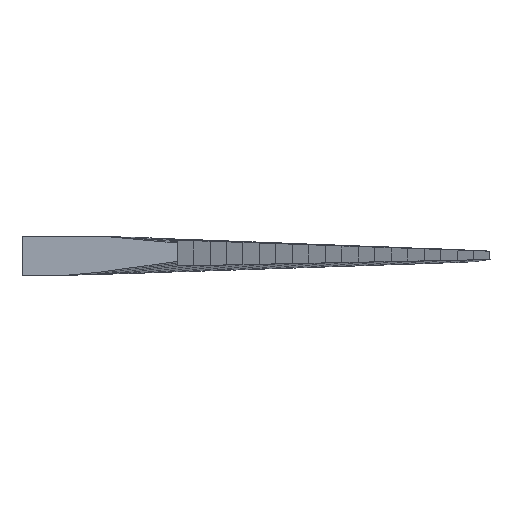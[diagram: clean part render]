
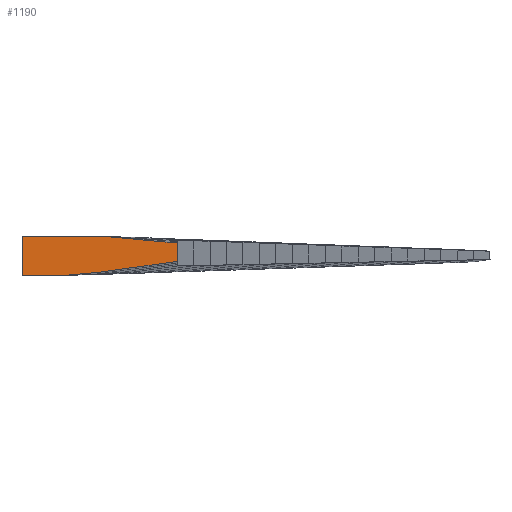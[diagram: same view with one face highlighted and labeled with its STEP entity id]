
A CAD part, front view. The second image highlights one B-rep face of the part: STEP entity #1190.
In plain terms, the highlighted planar face has unit normal (0, -1, 0).
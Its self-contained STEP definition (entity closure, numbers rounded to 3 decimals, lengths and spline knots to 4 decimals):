
#67=PLANE('',#3591);
#1190=ADVANCED_FACE('',(#1345),#67,.T.);
#1345=FACE_OUTER_BOUND('',#1456,.T.);
#1456=EDGE_LOOP('',(#2406,#2407,#2408,#2409));
#1720=LINE('',#36671,#2007);
#1721=LINE('',#36724,#2008);
#2007=VECTOR('',#3967,1.);
#2008=VECTOR('',#3968,1.);
#2406=ORIENTED_EDGE('',*,*,#3296,.T.);
#2407=ORIENTED_EDGE('',*,*,#3297,.T.);
#2408=ORIENTED_EDGE('',*,*,#3298,.T.);
#2409=ORIENTED_EDGE('',*,*,#3299,.T.);
#2851=VERTEX_POINT('',#36669);
#2852=VERTEX_POINT('',#36670);
#2853=VERTEX_POINT('',#36672);
#2854=VERTEX_POINT('',#36723);
#3296=EDGE_CURVE('',#2851,#2852,#3489,.T.);
#3297=EDGE_CURVE('',#2852,#2853,#1720,.T.);
#3298=EDGE_CURVE('',#2853,#2854,#3490,.T.);
#3299=EDGE_CURVE('',#2854,#2851,#1721,.T.);
#3489=B_SPLINE_CURVE_WITH_KNOTS('',3,(#36619,#36620,#36621,#36622,#36623,
#36624,#36625,#36626,#36627,#36628,#36629,#36630,#36631,#36632,#36633,#36634,
#36635,#36636,#36637,#36638,#36639,#36640,#36641,#36642,#36643,#36644,#36645,
#36646,#36647,#36648,#36649,#36650,#36651,#36652,#36653,#36654,#36655,#36656,
#36657,#36658,#36659,#36660,#36661,#36662,#36663,#36664,#36665,#36666,#36667,
#36668),.UNSPECIFIED.,.F.,.F.,(4,1,1,1,1,1,1,1,1,1,1,1,1,1,1,1,1,1,1,1,
1,1,1,1,1,1,1,1,1,1,1,1,1,1,1,1,1,1,1,1,1,1,1,1,1,1,1,4),(0.,0.0407,
0.061,0.0813,0.1017,0.122,0.1423,
0.1627,0.183,0.2033,0.2236,0.244,
0.2643,0.2847,0.305,0.3254,0.3457,
0.3661,0.3864,0.4068,0.4272,0.4476,
0.468,0.4884,0.5088,0.5292,0.5496,
0.57,0.5905,0.6109,0.6314,0.6518,
0.6723,0.6927,0.7132,0.7337,0.7541,
0.7746,0.7951,0.8156,0.8361,0.8565,
0.877,0.8975,0.918,0.9385,0.959,
1.),.UNSPECIFIED.);
#3490=B_SPLINE_CURVE_WITH_KNOTS('',3,(#36673,#36674,#36675,#36676,#36677,
#36678,#36679,#36680,#36681,#36682,#36683,#36684,#36685,#36686,#36687,#36688,
#36689,#36690,#36691,#36692,#36693,#36694,#36695,#36696,#36697,#36698,#36699,
#36700,#36701,#36702,#36703,#36704,#36705,#36706,#36707,#36708,#36709,#36710,
#36711,#36712,#36713,#36714,#36715,#36716,#36717,#36718,#36719,#36720,#36721,
#36722),.UNSPECIFIED.,.F.,.F.,(4,1,1,1,1,1,1,1,1,1,1,1,1,1,1,1,1,1,1,1,
1,1,1,1,1,1,1,1,1,1,1,1,1,1,1,1,1,1,1,1,1,1,1,1,1,1,1,4),(0.,0.041,
0.0615,0.082,0.1025,0.123,0.1435,
0.1639,0.1844,0.2049,0.2254,0.2459,
0.2663,0.2868,0.3073,0.3277,0.3482,
0.3686,0.3891,0.4095,0.43,0.4504,
0.4708,0.4912,0.5116,0.532,0.5524,
0.5728,0.5932,0.6136,0.6339,0.6543,
0.6746,0.695,0.7153,0.7357,0.756,
0.7764,0.7967,0.817,0.8373,0.8577,
0.878,0.8983,0.9187,0.939,0.9593,
1.),.UNSPECIFIED.);
#3591=AXIS2_PLACEMENT_3D('',#36725,#3969,#3970);
#3967=DIRECTION('',(0.,0.,1.));
#3968=DIRECTION('',(0.,0.,-1.));
#3969=DIRECTION('',(0.,-1.,0.));
#3970=DIRECTION('',(0.996,0.,0.093));
#36619=CARTESIAN_POINT('',(1.4973,0.001,-0.2906));
#36620=CARTESIAN_POINT('',(1.5288,0.001,-0.2918));
#36621=CARTESIAN_POINT('',(1.5761,0.001,-0.2934));
#36622=CARTESIAN_POINT('',(1.6392,0.001,-0.2949));
#36623=CARTESIAN_POINT('',(1.6865,0.001,-0.2957));
#36624=CARTESIAN_POINT('',(1.7338,0.001,-0.2961));
#36625=CARTESIAN_POINT('',(1.7811,0.001,-0.2962));
#36626=CARTESIAN_POINT('',(1.8284,0.001,-0.2959));
#36627=CARTESIAN_POINT('',(1.8757,0.001,-0.2953));
#36628=CARTESIAN_POINT('',(1.9229,0.001,-0.2942));
#36629=CARTESIAN_POINT('',(1.9702,0.001,-0.2928));
#36630=CARTESIAN_POINT('',(2.0175,0.001,-0.291));
#36631=CARTESIAN_POINT('',(2.0647,0.001,-0.2888));
#36632=CARTESIAN_POINT('',(2.112,0.001,-0.2862));
#36633=CARTESIAN_POINT('',(2.1592,0.001,-0.2833));
#36634=CARTESIAN_POINT('',(2.2064,0.001,-0.28));
#36635=CARTESIAN_POINT('',(2.2537,0.001,-0.2765));
#36636=CARTESIAN_POINT('',(2.3009,0.001,-0.2726));
#36637=CARTESIAN_POINT('',(2.348,0.001,-0.2683));
#36638=CARTESIAN_POINT('',(2.3952,0.001,-0.2638));
#36639=CARTESIAN_POINT('',(2.4424,0.001,-0.2591));
#36640=CARTESIAN_POINT('',(2.4895,0.001,-0.254));
#36641=CARTESIAN_POINT('',(2.5367,0.001,-0.2488));
#36642=CARTESIAN_POINT('',(2.5838,0.001,-0.2433));
#36643=CARTESIAN_POINT('',(2.6309,0.001,-0.2377));
#36644=CARTESIAN_POINT('',(2.678,0.001,-0.2318));
#36645=CARTESIAN_POINT('',(2.7252,0.001,-0.2258));
#36646=CARTESIAN_POINT('',(2.7723,0.001,-0.2197));
#36647=CARTESIAN_POINT('',(2.8194,0.001,-0.2135));
#36648=CARTESIAN_POINT('',(2.8665,0.001,-0.2071));
#36649=CARTESIAN_POINT('',(2.9136,0.001,-0.2006));
#36650=CARTESIAN_POINT('',(2.9607,0.001,-0.1941));
#36651=CARTESIAN_POINT('',(3.0078,0.001,-0.1874));
#36652=CARTESIAN_POINT('',(3.0549,0.001,-0.1807));
#36653=CARTESIAN_POINT('',(3.102,0.001,-0.174));
#36654=CARTESIAN_POINT('',(3.1492,0.001,-0.1672));
#36655=CARTESIAN_POINT('',(3.1963,0.001,-0.1604));
#36656=CARTESIAN_POINT('',(3.2434,0.001,-0.1535));
#36657=CARTESIAN_POINT('',(3.2906,0.001,-0.1466));
#36658=CARTESIAN_POINT('',(3.3377,0.001,-0.1398));
#36659=CARTESIAN_POINT('',(3.3849,0.001,-0.1329));
#36660=CARTESIAN_POINT('',(3.432,0.001,-0.1261));
#36661=CARTESIAN_POINT('',(3.4792,0.001,-0.1193));
#36662=CARTESIAN_POINT('',(3.5264,0.001,-0.1125));
#36663=CARTESIAN_POINT('',(3.5736,0.001,-0.1058));
#36664=CARTESIAN_POINT('',(3.6208,0.001,-0.0992));
#36665=CARTESIAN_POINT('',(3.668,0.001,-0.0926));
#36666=CARTESIAN_POINT('',(3.731,0.001,-0.084));
#36667=CARTESIAN_POINT('',(3.7783,0.001,-0.0777));
#36668=CARTESIAN_POINT('',(3.8098,0.001,-0.0736));
#36669=CARTESIAN_POINT('',(1.4973,0.001,-0.2906));
#36670=CARTESIAN_POINT('',(3.8098,0.001,-0.0736));
#36671=CARTESIAN_POINT('',(3.8098,0.001,0.0632));
#36672=CARTESIAN_POINT('',(3.8098,0.001,0.2));
#36673=CARTESIAN_POINT('',(3.8098,0.001,0.2));
#36674=CARTESIAN_POINT('',(3.7784,0.001,0.2042));
#36675=CARTESIAN_POINT('',(3.7313,0.001,0.2103));
#36676=CARTESIAN_POINT('',(3.6684,0.001,0.2182));
#36677=CARTESIAN_POINT('',(3.6213,0.001,0.224));
#36678=CARTESIAN_POINT('',(3.5741,0.001,0.2296));
#36679=CARTESIAN_POINT('',(3.5269,0.001,0.2351));
#36680=CARTESIAN_POINT('',(3.4797,0.001,0.2404));
#36681=CARTESIAN_POINT('',(3.4325,0.001,0.2456));
#36682=CARTESIAN_POINT('',(3.3853,0.001,0.2506));
#36683=CARTESIAN_POINT('',(3.3381,0.001,0.2554));
#36684=CARTESIAN_POINT('',(3.2908,0.001,0.2601));
#36685=CARTESIAN_POINT('',(3.2436,0.001,0.2647));
#36686=CARTESIAN_POINT('',(3.1963,0.001,0.269));
#36687=CARTESIAN_POINT('',(3.1491,0.001,0.2732));
#36688=CARTESIAN_POINT('',(3.1018,0.001,0.2772));
#36689=CARTESIAN_POINT('',(3.0545,0.001,0.2811));
#36690=CARTESIAN_POINT('',(3.0073,0.001,0.2847));
#36691=CARTESIAN_POINT('',(2.96,0.001,0.2881));
#36692=CARTESIAN_POINT('',(2.9127,0.001,0.2914));
#36693=CARTESIAN_POINT('',(2.8654,0.001,0.2944));
#36694=CARTESIAN_POINT('',(2.8181,0.001,0.2971));
#36695=CARTESIAN_POINT('',(2.7709,0.001,0.2997));
#36696=CARTESIAN_POINT('',(2.7236,0.001,0.302));
#36697=CARTESIAN_POINT('',(2.6763,0.001,0.3042));
#36698=CARTESIAN_POINT('',(2.629,0.001,0.3061));
#36699=CARTESIAN_POINT('',(2.5818,0.001,0.3078));
#36700=CARTESIAN_POINT('',(2.5345,0.001,0.3092));
#36701=CARTESIAN_POINT('',(2.4873,0.001,0.3105));
#36702=CARTESIAN_POINT('',(2.44,0.001,0.3116));
#36703=CARTESIAN_POINT('',(2.3928,0.001,0.3124));
#36704=CARTESIAN_POINT('',(2.3456,0.001,0.3131));
#36705=CARTESIAN_POINT('',(2.2984,0.001,0.3136));
#36706=CARTESIAN_POINT('',(2.2512,0.001,0.3139));
#36707=CARTESIAN_POINT('',(2.204,0.001,0.314));
#36708=CARTESIAN_POINT('',(2.1569,0.001,0.314));
#36709=CARTESIAN_POINT('',(2.1097,0.001,0.3138));
#36710=CARTESIAN_POINT('',(2.0626,0.001,0.3134));
#36711=CARTESIAN_POINT('',(2.0154,0.001,0.3129));
#36712=CARTESIAN_POINT('',(1.9683,0.001,0.3122));
#36713=CARTESIAN_POINT('',(1.9212,0.001,0.3113));
#36714=CARTESIAN_POINT('',(1.8741,0.001,0.3102));
#36715=CARTESIAN_POINT('',(1.827,0.001,0.309));
#36716=CARTESIAN_POINT('',(1.7799,0.001,0.3077));
#36717=CARTESIAN_POINT('',(1.7328,0.001,0.3061));
#36718=CARTESIAN_POINT('',(1.6857,0.001,0.3044));
#36719=CARTESIAN_POINT('',(1.6386,0.001,0.3025));
#36720=CARTESIAN_POINT('',(1.5758,0.001,0.2997));
#36721=CARTESIAN_POINT('',(1.5287,0.001,0.2974));
#36722=CARTESIAN_POINT('',(1.4973,0.001,0.2957));
#36723=CARTESIAN_POINT('',(1.4973,0.001,0.2957));
#36724=CARTESIAN_POINT('',(1.4973,0.001,0.0026));
#36725=CARTESIAN_POINT('',(1.4973,0.001,-0.2906));
